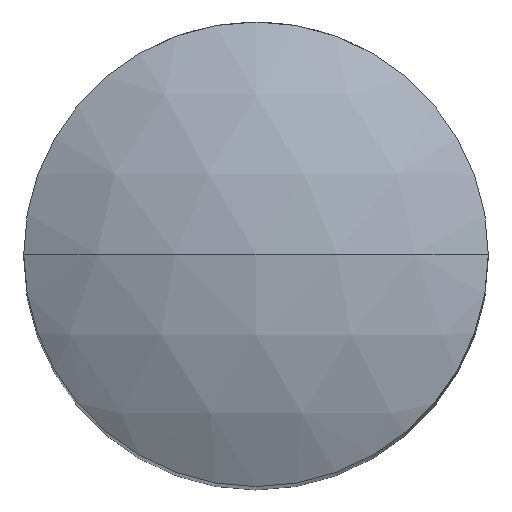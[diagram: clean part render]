
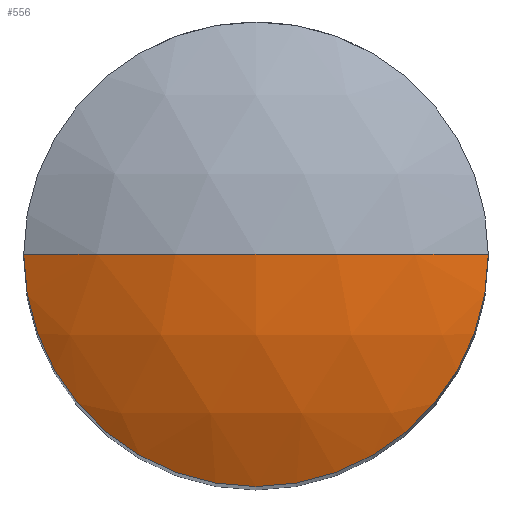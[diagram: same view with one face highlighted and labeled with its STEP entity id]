
A CAD part, top view. The second image highlights one B-rep face of the part: STEP entity #556.
In plain terms, the highlighted spherical face has radius 13 mm.
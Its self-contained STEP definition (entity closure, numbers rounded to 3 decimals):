
#17 = EDGE_LOOP ( 'NONE', ( #677, #250, #305 ) ) ;
#41 = DIRECTION ( 'NONE',  ( 1., 0., 0. ) ) ;
#60 = CARTESIAN_POINT ( 'NONE',  ( 6.5, 0., 28.258 ) ) ;
#133 = DIRECTION ( 'NONE',  ( 0., 0., -1. ) ) ;
#143 = AXIS2_PLACEMENT_3D ( 'NONE', #571, #133, #639 ) ;
#162 = AXIS2_PLACEMENT_3D ( 'NONE', #887, #482, #41 ) ;
#186 = DIRECTION ( 'NONE',  ( 0., 1., 0. ) ) ;
#219 = AXIS2_PLACEMENT_3D ( 'NONE', #619, #186, #680 ) ;
#241 = CIRCLE ( 'NONE', #219, 13. ) ;
#250 = ORIENTED_EDGE ( 'NONE', *, *, #806, .T. ) ;
#256 = AXIS2_PLACEMENT_3D ( 'NONE', #585, #918, #650 ) ;
#268 = CARTESIAN_POINT ( 'NONE',  ( 0., 0., 30. ) ) ;
#274 = VERTEX_POINT ( 'NONE', #268 ) ;
#305 = ORIENTED_EDGE ( 'NONE', *, *, #875, .F. ) ;
#402 = FACE_OUTER_BOUND ( 'NONE', #17, .T. ) ;
#482 = DIRECTION ( 'NONE',  ( 0., -1., 0. ) ) ;
#483 = VERTEX_POINT ( 'NONE', #60 ) ;
#556 = ADVANCED_FACE ( 'NONE', ( #402 ), #592, .T. ) ;
#571 = CARTESIAN_POINT ( 'NONE',  ( 0., 0., 28.258 ) ) ;
#585 = CARTESIAN_POINT ( 'NONE',  ( 0., 0., 17. ) ) ;
#592 = SPHERICAL_SURFACE ( 'NONE', #256, 13. ) ;
#593 = VERTEX_POINT ( 'NONE', #657 ) ;
#619 = CARTESIAN_POINT ( 'NONE',  ( 0., 0., 17. ) ) ;
#639 = DIRECTION ( 'NONE',  ( -1., 0., 0. ) ) ;
#650 = DIRECTION ( 'NONE',  ( 1., 0., 0. ) ) ;
#657 = CARTESIAN_POINT ( 'NONE',  ( -6.5, 0., 28.258 ) ) ;
#677 = ORIENTED_EDGE ( 'NONE', *, *, #780, .F. ) ;
#680 = DIRECTION ( 'NONE',  ( 0., 0., 1. ) ) ;
#761 = CIRCLE ( 'NONE', #162, 13. ) ;
#780 = EDGE_CURVE ( 'NONE', #274, #483, #241, .T. ) ;
#806 = EDGE_CURVE ( 'NONE', #274, #593, #761, .T. ) ;
#875 = EDGE_CURVE ( 'NONE', #483, #593, #891, .T. ) ;
#887 = CARTESIAN_POINT ( 'NONE',  ( 0., 0., 17. ) ) ;
#891 = CIRCLE ( 'NONE', #143, 6.5 ) ;
#918 = DIRECTION ( 'NONE',  ( 0., -1., 0. ) ) ;
